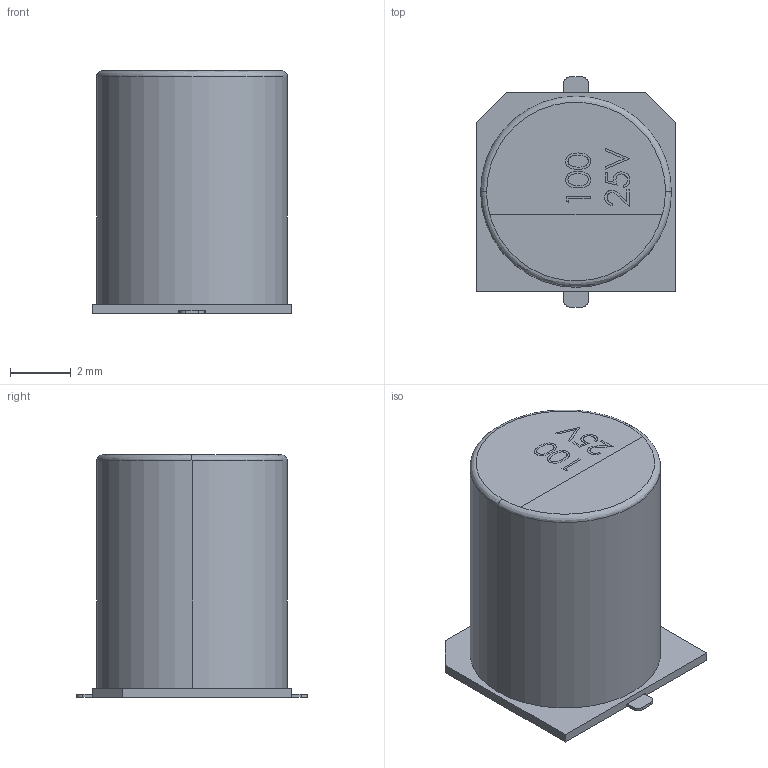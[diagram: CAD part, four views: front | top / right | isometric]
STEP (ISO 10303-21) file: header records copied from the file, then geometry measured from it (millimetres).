
FILE_DESCRIPTION (( 'STEP AP214' ), '1' );
FILE_NAME ('CAPAE630W660H770.STEP', '2017-12-25T03:25:10', ( 'Sky123.Org' ), ( 'Sky123.Org' ), 'SwSTEP 2.0', 'SolidWorks 2013', '' );
FILE_SCHEMA (( 'AUTOMOTIVE_DESIGN' ));
Length unit declared in the file: millimetre
Products named in the file (1): CAPAE630W660H770
Bounding box: 6.6 x 7.6 x 8 mm (x, y, z)
Volume: 252.7 mm3; surface area: 315.3 mm2
Topology: 4 solids, 4 shells, 47 faces, 148 edges, 117 vertices
Faces by surface type: plane 39, cylinder 6, bspline 2
Entity records: 2543 total; most frequent: CARTESIAN_POINT 726, ORIENTED_EDGE 296, DIRECTION 188, EDGE_CURVE 148, VERTEX_POINT 117, VECTOR 72, LINE 72, B_SPLINE_CURVE_WITH_KNOTS 58
